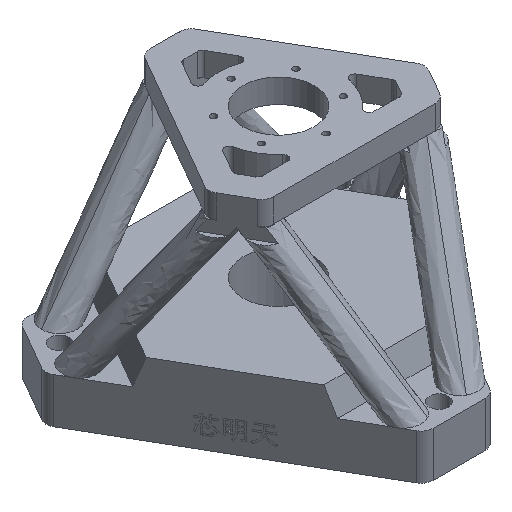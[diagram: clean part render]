
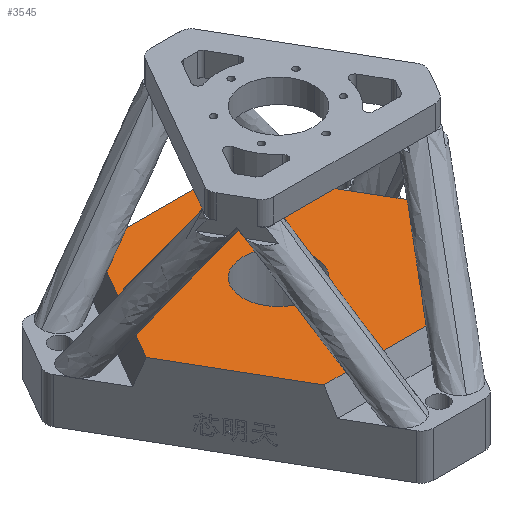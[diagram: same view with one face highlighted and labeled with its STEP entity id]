
A CAD part, isometric view. The second image highlights one B-rep face of the part: STEP entity #3545.
In plain terms, the highlighted planar face has unit normal (0, 0, 1).
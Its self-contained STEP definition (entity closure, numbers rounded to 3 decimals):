
#134 = VECTOR ( 'NONE', #8118, 1000. ) ;
#440 = DIRECTION ( 'NONE',  ( -1., 0., 0. ) ) ;
#606 = CARTESIAN_POINT ( 'NONE',  ( -15., 0., 30.5 ) ) ;
#962 = DIRECTION ( 'NONE',  ( -1., 0., 0. ) ) ;
#1029 = EDGE_CURVE ( 'NONE', #2983, #6140, #1747, .T. ) ;
#1228 = CARTESIAN_POINT ( 'NONE',  ( 58.89, 50., 30.5 ) ) ;
#1310 = CARTESIAN_POINT ( 'NONE',  ( -42.18, 24.353, 30.5 ) ) ;
#1715 = LINE ( 'NONE', #8775, #6130 ) ;
#1747 = CIRCLE ( 'NONE', #2067, 15. ) ;
#1893 = EDGE_CURVE ( 'NONE', #2294, #4213, #10756, .T. ) ;
#2067 = AXIS2_PLACEMENT_3D ( 'NONE', #7486, #4939, #962 ) ;
#2221 = EDGE_CURVE ( 'NONE', #9711, #10903, #4811, .T. ) ;
#2265 = CARTESIAN_POINT ( 'NONE',  ( 15., 0., 30.5 ) ) ;
#2294 = VERTEX_POINT ( 'NONE', #7408 ) ;
#2922 = CARTESIAN_POINT ( 'NONE',  ( 0., 0., 30.5 ) ) ;
#2983 = VERTEX_POINT ( 'NONE', #2265 ) ;
#3417 = EDGE_CURVE ( 'NONE', #6140, #2983, #4162, .T. ) ;
#3474 = ORIENTED_EDGE ( 'NONE', *, *, #7045, .F. ) ;
#3545 = ADVANCED_FACE ( 'NONE', ( #4630, #9002 ), #8416, .T. ) ;
#3565 = CARTESIAN_POINT ( 'NONE',  ( 56.988, -1.294, 30.5 ) ) ;
#4029 = VECTOR ( 'NONE', #6751, 1000. ) ;
#4162 = CIRCLE ( 'NONE', #10721, 15. ) ;
#4213 = VERTEX_POINT ( 'NONE', #7482 ) ;
#4216 = CARTESIAN_POINT ( 'NONE',  ( 0., -48.706, 30.5 ) ) ;
#4311 = ORIENTED_EDGE ( 'NONE', *, *, #10090, .T. ) ;
#4596 = EDGE_LOOP ( 'NONE', ( #4311, #3474, #7153, #10419, #7491, #7607 ) ) ;
#4630 = FACE_OUTER_BOUND ( 'NONE', #4596, .T. ) ;
#4811 = LINE ( 'NONE', #9217, #134 ) ;
#4939 = DIRECTION ( 'NONE',  ( 0., 0., 1. ) ) ;
#5081 = CARTESIAN_POINT ( 'NONE',  ( 13.856, -76., 30.5 ) ) ;
#5876 = AXIS2_PLACEMENT_3D ( 'NONE', #8381, #8313, #8303 ) ;
#6130 = VECTOR ( 'NONE', #9613, 1000. ) ;
#6140 = VERTEX_POINT ( 'NONE', #606 ) ;
#6320 = LINE ( 'NONE', #4216, #4029 ) ;
#6442 = VERTEX_POINT ( 'NONE', #6834 ) ;
#6570 = DIRECTION ( 'NONE',  ( 0., 0., 1. ) ) ;
#6670 = CARTESIAN_POINT ( 'NONE',  ( 27.373, 50., 30.5 ) ) ;
#6751 = DIRECTION ( 'NONE',  ( -1., 0., 0. ) ) ;
#6786 = EDGE_CURVE ( 'NONE', #9711, #4213, #9543, .T. ) ;
#6834 = CARTESIAN_POINT ( 'NONE',  ( 29.615, -48.706, 30.5 ) ) ;
#7014 = EDGE_CURVE ( 'NONE', #6442, #10903, #8770, .T. ) ;
#7045 = EDGE_CURVE ( 'NONE', #6442, #7450, #6320, .T. ) ;
#7153 = ORIENTED_EDGE ( 'NONE', *, *, #7014, .T. ) ;
#7328 = VECTOR ( 'NONE', #440, 1000. ) ;
#7408 = CARTESIAN_POINT ( 'NONE',  ( -56.988, -1.294, 30.5 ) ) ;
#7450 = VERTEX_POINT ( 'NONE', #10552 ) ;
#7482 = CARTESIAN_POINT ( 'NONE',  ( -27.373, 50., 30.5 ) ) ;
#7486 = CARTESIAN_POINT ( 'NONE',  ( 0., 0., 30.5 ) ) ;
#7491 = ORIENTED_EDGE ( 'NONE', *, *, #6786, .T. ) ;
#7607 = ORIENTED_EDGE ( 'NONE', *, *, #1893, .F. ) ;
#8118 = DIRECTION ( 'NONE',  ( 0.5, -0.866, 0. ) ) ;
#8195 = DIRECTION ( 'NONE',  ( 0.5, 0.866, 0. ) ) ;
#8303 = DIRECTION ( 'NONE',  ( -1., 0., 0. ) ) ;
#8313 = DIRECTION ( 'NONE',  ( 0., 0., 1. ) ) ;
#8381 = CARTESIAN_POINT ( 'NONE',  ( 0., 0., 30.5 ) ) ;
#8416 = PLANE ( 'NONE',  #5876 ) ;
#8530 = VECTOR ( 'NONE', #8195, 1000. ) ;
#8770 = LINE ( 'NONE', #5081, #10714 ) ;
#8775 = CARTESIAN_POINT ( 'NONE',  ( -72.746, 26., 30.5 ) ) ;
#9002 = FACE_BOUND ( 'NONE', #10352, .T. ) ;
#9181 = DIRECTION ( 'NONE',  ( 0.5, 0.866, 0. ) ) ;
#9217 = CARTESIAN_POINT ( 'NONE',  ( 42.18, 24.353, 30.5 ) ) ;
#9543 = LINE ( 'NONE', #1228, #7328 ) ;
#9613 = DIRECTION ( 'NONE',  ( 0.5, -0.866, 0. ) ) ;
#9687 = ORIENTED_EDGE ( 'NONE', *, *, #1029, .F. ) ;
#9691 = ORIENTED_EDGE ( 'NONE', *, *, #3417, .F. ) ;
#9711 = VERTEX_POINT ( 'NONE', #6670 ) ;
#10090 = EDGE_CURVE ( 'NONE', #2294, #7450, #1715, .T. ) ;
#10309 = DIRECTION ( 'NONE',  ( -1., 0., 0. ) ) ;
#10352 = EDGE_LOOP ( 'NONE', ( #9687, #9691 ) ) ;
#10419 = ORIENTED_EDGE ( 'NONE', *, *, #2221, .F. ) ;
#10552 = CARTESIAN_POINT ( 'NONE',  ( -29.615, -48.706, 30.5 ) ) ;
#10714 = VECTOR ( 'NONE', #9181, 1000. ) ;
#10721 = AXIS2_PLACEMENT_3D ( 'NONE', #2922, #6570, #10309 ) ;
#10756 = LINE ( 'NONE', #1310, #8530 ) ;
#10903 = VERTEX_POINT ( 'NONE', #3565 ) ;
